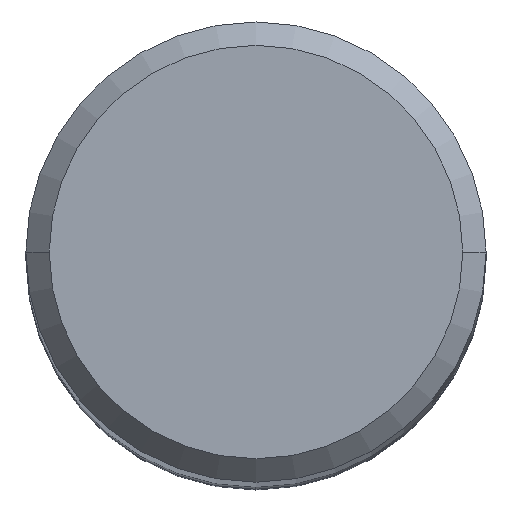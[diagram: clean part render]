
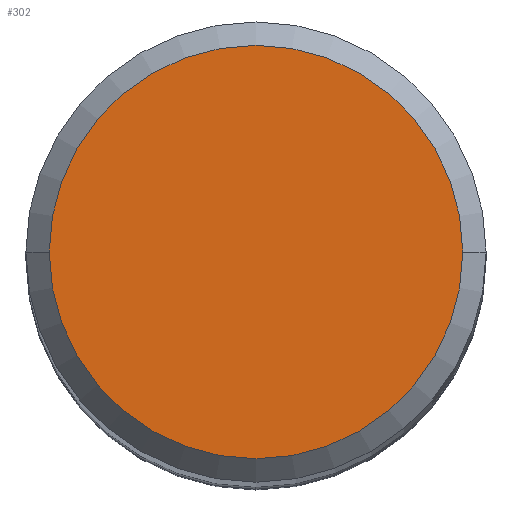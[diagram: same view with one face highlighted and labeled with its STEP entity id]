
A CAD part, top view. The second image highlights one B-rep face of the part: STEP entity #302.
In plain terms, the highlighted planar face has unit normal (0, 0, 1).
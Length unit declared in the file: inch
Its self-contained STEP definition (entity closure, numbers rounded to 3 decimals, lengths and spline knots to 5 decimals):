
#54 = DIRECTION ( 'NONE',  ( 0., 0., 1. ) ) ;
#93 = DIRECTION ( 'NONE',  ( 0., 0., 1. ) ) ;
#172 = CARTESIAN_POINT ( 'NONE',  ( -0.17685, 0., 0. ) ) ;
#196 = CIRCLE ( 'NONE', #415, 0.17685 ) ;
#234 = DIRECTION ( 'NONE',  ( 1., 0., 0. ) ) ;
#239 = DIRECTION ( 'NONE',  ( 0., 0., -1. ) ) ;
#256 = VERTEX_POINT ( 'NONE', #534 ) ;
#262 = EDGE_CURVE ( 'NONE', #256, #477, #552, .T. ) ;
#276 = CARTESIAN_POINT ( 'NONE',  ( 0., 0., 0. ) ) ;
#279 = FACE_OUTER_BOUND ( 'NONE', #338, .T. ) ;
#302 = ADVANCED_FACE ( 'NONE', ( #279 ), #450, .F. ) ;
#306 = AXIS2_PLACEMENT_3D ( 'NONE', #494, #239, #412 ) ;
#338 = EDGE_LOOP ( 'NONE', ( #547, #426 ) ) ;
#406 = CARTESIAN_POINT ( 'NONE',  ( 0., 0., 0. ) ) ;
#412 = DIRECTION ( 'NONE',  ( -1., 0., 0. ) ) ;
#415 = AXIS2_PLACEMENT_3D ( 'NONE', #406, #93, #441 ) ;
#419 = EDGE_CURVE ( 'NONE', #477, #256, #196, .T. ) ;
#426 = ORIENTED_EDGE ( 'NONE', *, *, #262, .T. ) ;
#441 = DIRECTION ( 'NONE',  ( 1., 0., 0. ) ) ;
#450 = PLANE ( 'NONE',  #306 ) ;
#477 = VERTEX_POINT ( 'NONE', #172 ) ;
#494 = CARTESIAN_POINT ( 'NONE',  ( 0., 0.17685, 0. ) ) ;
#519 = AXIS2_PLACEMENT_3D ( 'NONE', #276, #54, #234 ) ;
#534 = CARTESIAN_POINT ( 'NONE',  ( 0.17685, 0., 0. ) ) ;
#547 = ORIENTED_EDGE ( 'NONE', *, *, #419, .T. ) ;
#552 = CIRCLE ( 'NONE', #519, 0.17685 ) ;
